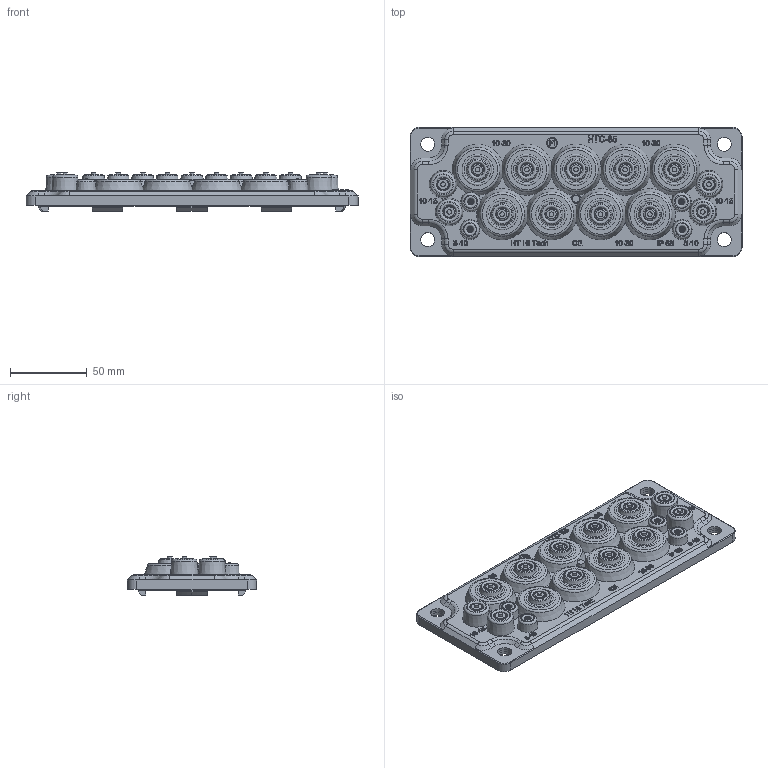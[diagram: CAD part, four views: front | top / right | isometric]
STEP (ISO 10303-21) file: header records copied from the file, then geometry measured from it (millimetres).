
FILE_DESCRIPTION(('STEP AP203'),'1');
FILE_NAME('HTC-65.step','2019-05-11T11:00:03',(' '),(' '),'Spatial InterOp 3D',' ',' ');
FILE_SCHEMA(('CONFIG_CONTROL_DESIGN'));
Length unit declared in the file: millimetre
Products named in the file (1): 1
Bounding box: 216 x 84 x 24.8 mm (x, y, z)
Volume: 107821 mm3; surface area: 107099.7 mm2
Topology: 2 solids, 3 shells, 1150 faces, 2677 edges, 1755 vertices
Faces by surface type: plane 633, cylinder 182, torus 137, cone 117, extrusion 81
Full cylindrical faces by diameter (mm): 1 x4, 3 x53, 4 x16, 4.5 x4, 6 x1, 7.2 x1, 7.5 x4, 9.064 x13, 9.2 x4, 10 x12, 12.064 x13, 15 x4, 30 x9
Entity records: 33073 total; most frequent: CARTESIAN_POINT 9383, DIRECTION 4489, ORIENTED_EDGE 4364, EDGE_CURVE 2182, EDGE_LOOP 1884, AXIS2_PLACEMENT_3D 1851, VERTEX_POINT 1632, FACE_OUTER_BOUND 1435
